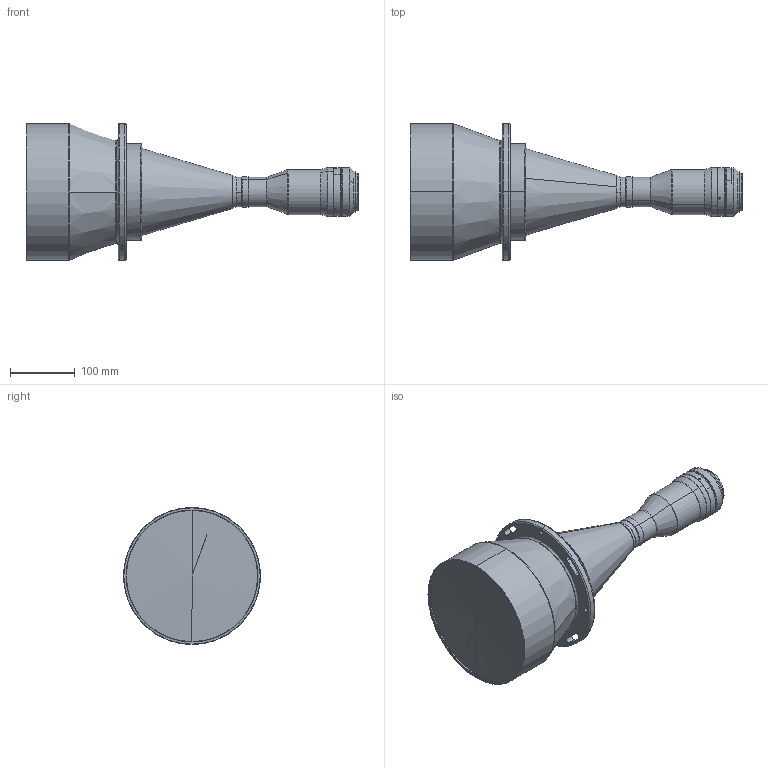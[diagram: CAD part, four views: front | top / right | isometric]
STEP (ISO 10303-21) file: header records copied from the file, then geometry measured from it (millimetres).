
FILE_DESCRIPTION (( 'STEP AP203' ), '1' );
FILE_NAME ('DTCM35FH-170-M58-AL.STEP', '2019-08-08T01:57:21', ( '' ), ( '' ), 'SwSTEP 2.0', 'SolidWorks 2017', '' );
FILE_SCHEMA (( 'CONFIG_CONTROL_DESIGN' ));
Length unit declared in the file: millimetre
Products named in the file (1): DTCM35FH-170-M58-AL
Bounding box: 514.19 x 212 x 212 mm (x, y, z)
Volume: 6816387.5 mm3; surface area: 270873.4 mm2
Topology: 1 solids, 6 shells, 191 faces, 435 edges, 268 vertices
Faces by surface type: cylinder 92, cone 52, bspline 24, plane 23
Entity records: 6595 total; most frequent: CARTESIAN_POINT 2275, DIRECTION 928, ORIENTED_EDGE 862, EDGE_CURVE 431, AXIS2_PLACEMENT_3D 391, VERTEX_POINT 268, EDGE_LOOP 223, CIRCLE 223
